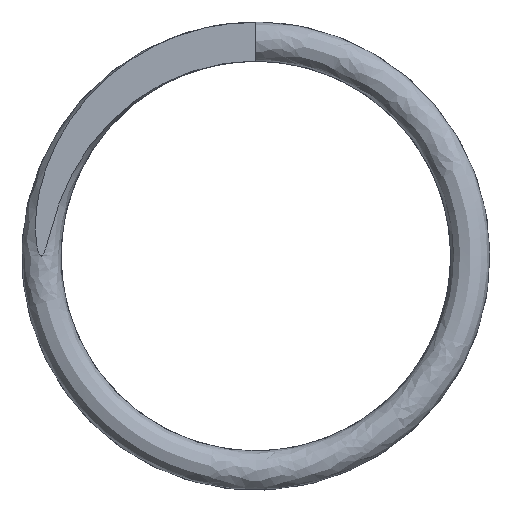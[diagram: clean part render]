
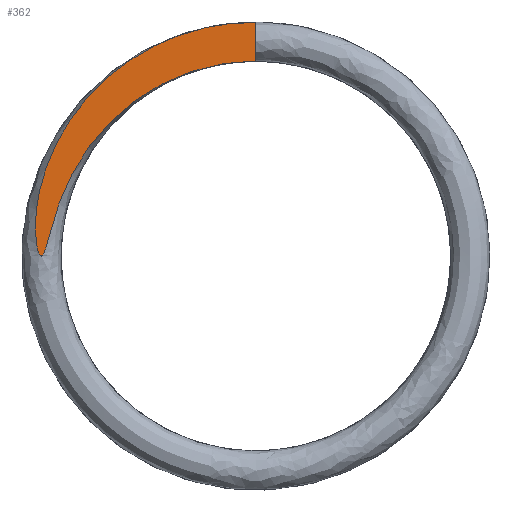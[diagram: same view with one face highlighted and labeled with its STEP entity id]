
A CAD part, left-side view. The second image highlights one B-rep face of the part: STEP entity #362.
In plain terms, the highlighted planar face has unit normal (-1, 0, 0).
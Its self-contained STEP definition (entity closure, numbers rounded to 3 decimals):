
#1 = LINE ( 'NONE', #769, #644 ) ;
#39 = CARTESIAN_POINT ( 'NONE',  ( 0.002, 5.642, 0.455 ) ) ;
#48 = CARTESIAN_POINT ( 'NONE',  ( 0.002, 5.514, 0.002 ) ) ;
#56 = CARTESIAN_POINT ( 'NONE',  ( 0.002, 5.532, 0.017 ) ) ;
#66 = CARTESIAN_POINT ( 'NONE',  ( 0.002, 5.139, 1.081 ) ) ;
#209 = CARTESIAN_POINT ( 'NONE',  ( 0.002, 5.557, 0.056 ) ) ;
#240 = CARTESIAN_POINT ( 'NONE',  ( 0.002, 0.732, 4.96 ) ) ;
#244 = DIRECTION ( 'NONE',  ( -1., 0., 0. ) ) ;
#246 = CARTESIAN_POINT ( 'NONE',  ( 0.002, 4.444, 2.562 ) ) ;
#254 = VERTEX_POINT ( 'NONE', #1875 ) ;
#280 = CARTESIAN_POINT ( 'NONE',  ( 0.002, 4.007, 3.145 ) ) ;
#328 = CARTESIAN_POINT ( 'NONE',  ( 0.002, 3.365, 3.789 ) ) ;
#342 = CARTESIAN_POINT ( 'NONE',  ( 0.002, 5.539, 0.026 ) ) ;
#362 = ADVANCED_FACE ( 'NONE', ( #948 ), #930, .T. ) ;
#378 = CARTESIAN_POINT ( 'NONE',  ( 0.002, 5.619, 0.275 ) ) ;
#424 = ORIENTED_EDGE ( 'NONE', *, *, #1802, .F. ) ;
#436 = B_SPLINE_CURVE_WITH_KNOTS ( 'NONE', 3,
 ( #556, #1975, #240, #1835, #894, #887, #1544, #328, #1252, #280, #1114, #1450, #246, #1993, #450, #907, #66, #1795, #1934, #532, #999, #1332, #1633, #1623, #983, #1172, #48, #56, #342, #209, #523, #1942, #378, #39, #1615, #1009, #683, #1153, #845, #1607, #701, #838, #1457, #856, #1804, #1785, #1162, #1297, #691, #509, #674, #1322 ),
 .UNSPECIFIED., .F., .F.,
 ( 4, 2, 2, 2, 2, 2, 2, 2, 2, 2, 2, 2, 2, 2, 2, 2, 2, 2, 2, 2, 2, 2, 2, 2, 2, 4 ),
 ( 0., 0.001, 0.002, 0.003, 0.004, 0.005, 0.005, 0.007, 0.007, 0.008, 0.008, 0.008, 0.008, 0.008, 0.008, 0.008, 0.008, 0.009, 0.01, 0.011, 0.012, 0.013, 0.014, 0.015, 0.016, 0.018 ),
 .UNSPECIFIED. ) ;
#450 = CARTESIAN_POINT ( 'NONE',  ( 0.002, 4.886, 1.769 ) ) ;
#509 = CARTESIAN_POINT ( 'NONE',  ( 0.002, 0.719, 5.966 ) ) ;
#523 = CARTESIAN_POINT ( 'NONE',  ( 0.002, 5.566, 0.077 ) ) ;
#532 = CARTESIAN_POINT ( 'NONE',  ( 0.002, 5.361, 0.287 ) ) ;
#556 = CARTESIAN_POINT ( 'NONE',  ( 0.002, 0., 4.999 ) ) ;
#581 = EDGE_CURVE ( 'NONE', #254, #1705, #1, .T. ) ;
#644 = VECTOR ( 'NONE', #1667, 1000. ) ;
#674 = CARTESIAN_POINT ( 'NONE',  ( 0.002, 0.363, 5.999 ) ) ;
#683 = CARTESIAN_POINT ( 'NONE',  ( 0.002, 5.616, 1.357 ) ) ;
#691 = CARTESIAN_POINT ( 'NONE',  ( 0.002, 1.422, 5.834 ) ) ;
#701 = CARTESIAN_POINT ( 'NONE',  ( 0.002, 4.849, 3.371 ) ) ;
#769 = CARTESIAN_POINT ( 'NONE',  ( 0.002, 0., 6.364 ) ) ;
#838 = CARTESIAN_POINT ( 'NONE',  ( 0.002, 4.425, 3.952 ) ) ;
#845 = CARTESIAN_POINT ( 'NONE',  ( 0.002, 5.336, 2.404 ) ) ;
#856 = CARTESIAN_POINT ( 'NONE',  ( 0.002, 3.66, 4.709 ) ) ;
#887 = CARTESIAN_POINT ( 'NONE',  ( 0.002, 2.456, 4.4 ) ) ;
#894 = CARTESIAN_POINT ( 'NONE',  ( 0.002, 1.793, 4.695 ) ) ;
#907 = CARTESIAN_POINT ( 'NONE',  ( 0.002, 5.081, 1.255 ) ) ;
#924 = CARTESIAN_POINT ( 'NONE',  ( 0.002, 10., 6.364 ) ) ;
#930 = PLANE ( 'NONE',  #2011 ) ;
#948 = FACE_OUTER_BOUND ( 'NONE', #1201, .T. ) ;
#983 = CARTESIAN_POINT ( 'NONE',  ( 0.002, 5.468, 0.008 ) ) ;
#999 = CARTESIAN_POINT ( 'NONE',  ( 0.002, 5.383, 0.198 ) ) ;
#1009 = CARTESIAN_POINT ( 'NONE',  ( 0.002, 5.66, 1. ) ) ;
#1114 = CARTESIAN_POINT ( 'NONE',  ( 0.002, 4.124, 3.003 ) ) ;
#1153 = CARTESIAN_POINT ( 'NONE',  ( 0.002, 5.455, 2.059 ) ) ;
#1162 = CARTESIAN_POINT ( 'NONE',  ( 0.002, 2.443, 5.472 ) ) ;
#1172 = CARTESIAN_POINT ( 'NONE',  ( 0.002, 5.502, -0.002 ) ) ;
#1201 = EDGE_LOOP ( 'NONE', ( #1288, #424 ) ) ;
#1252 = CARTESIAN_POINT ( 'NONE',  ( 0.002, 3.636, 3.548 ) ) ;
#1288 = ORIENTED_EDGE ( 'NONE', *, *, #581, .F. ) ;
#1297 = CARTESIAN_POINT ( 'NONE',  ( 0.002, 1.769, 5.735 ) ) ;
#1322 = CARTESIAN_POINT ( 'NONE',  ( 0.002, 0., 5.999 ) ) ;
#1332 = CARTESIAN_POINT ( 'NONE',  ( 0.002, 5.424, 0.091 ) ) ;
#1406 = DIRECTION ( 'NONE',  ( 0., 0., 1. ) ) ;
#1450 = CARTESIAN_POINT ( 'NONE',  ( 0.002, 4.343, 2.712 ) ) ;
#1457 = CARTESIAN_POINT ( 'NONE',  ( 0.002, 4.187, 4.22 ) ) ;
#1544 = CARTESIAN_POINT ( 'NONE',  ( 0.002, 2.777, 4.215 ) ) ;
#1607 = CARTESIAN_POINT ( 'NONE',  ( 0.002, 5.034, 3.056 ) ) ;
#1615 = CARTESIAN_POINT ( 'NONE',  ( 0.002, 5.648, 0.545 ) ) ;
#1623 = CARTESIAN_POINT ( 'NONE',  ( 0.002, 5.456, 0.03 ) ) ;
#1633 = CARTESIAN_POINT ( 'NONE',  ( 0.002, 5.433, 0.07 ) ) ;
#1667 = DIRECTION ( 'NONE',  ( 0., 0., -1. ) ) ;
#1705 = VERTEX_POINT ( 'NONE', #1817 ) ;
#1785 = CARTESIAN_POINT ( 'NONE',  ( 0.002, 2.763, 5.311 ) ) ;
#1795 = CARTESIAN_POINT ( 'NONE',  ( 0.002, 5.244, 0.73 ) ) ;
#1802 = EDGE_CURVE ( 'NONE', #1705, #254, #436, .T. ) ;
#1804 = CARTESIAN_POINT ( 'NONE',  ( 0.002, 3.37, 4.931 ) ) ;
#1817 = CARTESIAN_POINT ( 'NONE',  ( 0.002, 0., 4.999 ) ) ;
#1835 = CARTESIAN_POINT ( 'NONE',  ( 0.002, 1.449, 4.807 ) ) ;
#1875 = CARTESIAN_POINT ( 'NONE',  ( 0.002, 0., 5.999 ) ) ;
#1934 = CARTESIAN_POINT ( 'NONE',  ( 0.002, 5.29, 0.553 ) ) ;
#1942 = CARTESIAN_POINT ( 'NONE',  ( 0.002, 5.605, 0.184 ) ) ;
#1975 = CARTESIAN_POINT ( 'NONE',  ( 0.002, 0.367, 4.999 ) ) ;
#1993 = CARTESIAN_POINT ( 'NONE',  ( 0.002, 4.727, 2.098 ) ) ;
#2011 = AXIS2_PLACEMENT_3D ( 'NONE', #924, #244, #1406 ) ;
